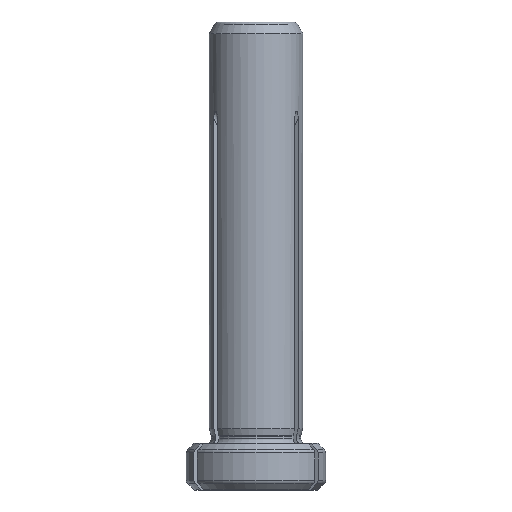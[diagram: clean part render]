
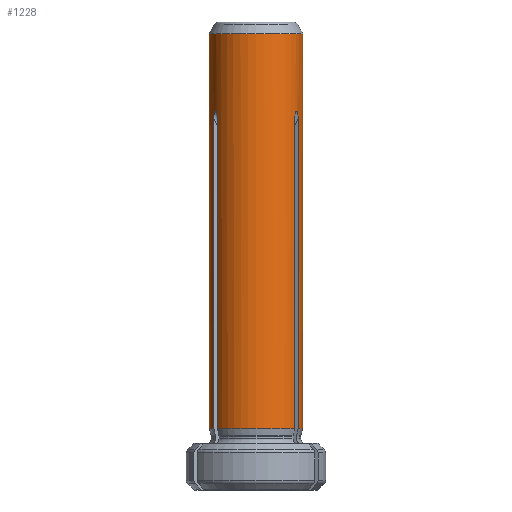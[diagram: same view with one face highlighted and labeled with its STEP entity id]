
A CAD part, left-side view. The second image highlights one B-rep face of the part: STEP entity #1228.
In plain terms, the highlighted cylindrical face has radius 2.999 mm (diameter 5.997 mm), a full revolution.
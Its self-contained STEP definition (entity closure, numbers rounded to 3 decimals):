
#44=LINE('',#1938,#86);
#49=LINE('',#1986,#91);
#58=LINE('',#2172,#100);
#63=LINE('',#2220,#105);
#72=LINE('',#2348,#114);
#73=LINE('',#2360,#115);
#86=VECTOR('',#1488,1000.);
#91=VECTOR('',#1495,1000.);
#100=VECTOR('',#1580,1000.);
#105=VECTOR('',#1587,1000.);
#114=VECTOR('',#1658,1000.);
#115=VECTOR('',#1659,1000.);
#125=CYLINDRICAL_SURFACE('',#1366,2.999);
#179=B_SPLINE_CURVE_WITH_KNOTS('',3,(#1899,#1900,#1901,#1902,#1903,#1904,
#1905,#1906,#1907),.UNSPECIFIED.,.F.,.F.,(4,1,1,1,1,1,4),(0.,0.,
0.,0.001,0.001,0.001,
0.001),.UNSPECIFIED.);
#208=B_SPLINE_CURVE_WITH_KNOTS('',3,(#2133,#2134,#2135,#2136,#2137,#2138,
#2139,#2140,#2141),.UNSPECIFIED.,.F.,.F.,(4,1,1,1,1,1,4),(0.,0.,
0.,0.001,0.001,0.001,
0.001),.UNSPECIFIED.);
#232=B_SPLINE_CURVE_WITH_KNOTS('',3,(#2350,#2351,#2352,#2353,#2354,#2355,
#2356,#2357,#2358),.UNSPECIFIED.,.F.,.F.,(4,1,1,1,1,1,4),(0.,0.,
0.,0.001,0.001,0.001,
0.001),.UNSPECIFIED.);
#524=ORIENTED_EDGE('',*,*,#784,.T.);
#525=ORIENTED_EDGE('',*,*,#693,.T.);
#526=ORIENTED_EDGE('',*,*,#673,.T.);
#527=ORIENTED_EDGE('',*,*,#665,.T.);
#528=ORIENTED_EDGE('',*,*,#686,.F.);
#529=ORIENTED_EDGE('',*,*,#614,.T.);
#530=ORIENTED_EDGE('',*,*,#785,.T.);
#531=ORIENTED_EDGE('',*,*,#786,.T.);
#532=ORIENTED_EDGE('',*,*,#787,.F.);
#533=ORIENTED_EDGE('',*,*,#753,.T.);
#534=ORIENTED_EDGE('',*,*,#736,.T.);
#535=ORIENTED_EDGE('',*,*,#728,.T.);
#536=ORIENTED_EDGE('',*,*,#749,.F.);
#614=EDGE_CURVE('',#804,#803,#931,.T.);
#665=EDGE_CURVE('',#846,#845,#179,.T.);
#673=EDGE_CURVE('',#851,#846,#44,.T.);
#686=EDGE_CURVE('',#804,#845,#49,.T.);
#693=EDGE_CURVE('',#863,#851,#956,.T.);
#728=EDGE_CURVE('',#887,#886,#208,.T.);
#736=EDGE_CURVE('',#892,#887,#58,.T.);
#749=EDGE_CURVE('',#863,#886,#63,.T.);
#753=EDGE_CURVE('',#903,#892,#976,.T.);
#784=EDGE_CURVE('',#919,#919,#988,.T.);
#785=EDGE_CURVE('',#803,#920,#72,.T.);
#786=EDGE_CURVE('',#920,#921,#232,.T.);
#787=EDGE_CURVE('',#903,#921,#73,.T.);
#803=VERTEX_POINT('',#1715);
#804=VERTEX_POINT('',#1717);
#845=VERTEX_POINT('',#1898);
#846=VERTEX_POINT('',#1908);
#851=VERTEX_POINT('',#1939);
#863=VERTEX_POINT('',#2006);
#886=VERTEX_POINT('',#2132);
#887=VERTEX_POINT('',#2142);
#892=VERTEX_POINT('',#2173);
#903=VERTEX_POINT('',#2227);
#919=VERTEX_POINT('',#2347);
#920=VERTEX_POINT('',#2349);
#921=VERTEX_POINT('',#2359);
#931=CIRCLE('',#1256,2.999);
#956=CIRCLE('',#1300,2.999);
#976=CIRCLE('',#1339,2.999);
#988=CIRCLE('',#1367,2.999);
#1057=EDGE_LOOP('',(#524));
#1058=EDGE_LOOP('',(#525,#526,#527,#528,#529,#530,#531,#532,#533,#534,#535,
#536));
#1137=FACE_BOUND('',#1057,.T.);
#1138=FACE_BOUND('',#1058,.T.);
#1228=ADVANCED_FACE('',(#1137,#1138),#125,.T.);
#1256=AXIS2_PLACEMENT_3D('',#1716,#1396,#1397);
#1300=AXIS2_PLACEMENT_3D('',#2005,#1502,#1503);
#1339=AXIS2_PLACEMENT_3D('',#2226,#1594,#1595);
#1366=AXIS2_PLACEMENT_3D('',#2345,#1654,#1655);
#1367=AXIS2_PLACEMENT_3D('',#2346,#1656,#1657);
#1396=DIRECTION('',(0.,0.,1.));
#1397=DIRECTION('',(1.,0.,0.));
#1488=DIRECTION('',(0.,0.,1.));
#1495=DIRECTION('',(0.,0.,1.));
#1502=DIRECTION('',(0.,0.,1.));
#1503=DIRECTION('',(1.,0.,0.));
#1580=DIRECTION('',(0.,0.,1.));
#1587=DIRECTION('',(0.,0.,1.));
#1594=DIRECTION('',(0.,0.,1.));
#1595=DIRECTION('',(1.,0.,0.));
#1654=DIRECTION('',(0.,0.,1.));
#1655=DIRECTION('',(1.,0.,0.));
#1656=DIRECTION('',(0.,0.,-1.));
#1657=DIRECTION('',(-1.,0.,0.));
#1658=DIRECTION('',(0.,0.,1.));
#1659=DIRECTION('',(0.,0.,1.));
#1715=CARTESIAN_POINT('',(2.99,-0.225,0.936));
#1716=CARTESIAN_POINT('',(0.,0.,0.936));
#1717=CARTESIAN_POINT('',(-1.3,-2.702,0.936));
#1898=CARTESIAN_POINT('',(-1.3,-2.702,20.841));
#1899=CARTESIAN_POINT('',(-1.69,-2.477,20.841));
#1900=CARTESIAN_POINT('',(-1.69,-2.477,20.931));
#1901=CARTESIAN_POINT('',(-1.673,-2.489,21.067));
#1902=CARTESIAN_POINT('',(-1.608,-2.531,21.23));
#1903=CARTESIAN_POINT('',(-1.5,-2.598,21.318));
#1904=CARTESIAN_POINT('',(-1.388,-2.659,21.23));
#1905=CARTESIAN_POINT('',(-1.319,-2.693,21.067));
#1906=CARTESIAN_POINT('',(-1.3,-2.702,20.931));
#1907=CARTESIAN_POINT('',(-1.3,-2.702,20.841));
#1908=CARTESIAN_POINT('',(-1.69,-2.477,20.841));
#1938=CARTESIAN_POINT('',(-1.69,-2.477,0.));
#1939=CARTESIAN_POINT('',(-1.69,-2.477,0.936));
#1986=CARTESIAN_POINT('',(-1.3,-2.702,0.));
#2005=CARTESIAN_POINT('',(0.,0.,0.936));
#2006=CARTESIAN_POINT('',(-1.69,2.477,0.936));
#2132=CARTESIAN_POINT('',(-1.69,2.477,20.841));
#2133=CARTESIAN_POINT('',(-1.3,2.702,20.841));
#2134=CARTESIAN_POINT('',(-1.3,2.702,20.931));
#2135=CARTESIAN_POINT('',(-1.319,2.693,21.067));
#2136=CARTESIAN_POINT('',(-1.388,2.659,21.23));
#2137=CARTESIAN_POINT('',(-1.5,2.598,21.318));
#2138=CARTESIAN_POINT('',(-1.608,2.532,21.23));
#2139=CARTESIAN_POINT('',(-1.673,2.489,21.067));
#2140=CARTESIAN_POINT('',(-1.69,2.477,20.931));
#2141=CARTESIAN_POINT('',(-1.69,2.477,20.841));
#2142=CARTESIAN_POINT('',(-1.3,2.702,20.841));
#2172=CARTESIAN_POINT('',(-1.3,2.702,0.));
#2173=CARTESIAN_POINT('',(-1.3,2.702,0.936));
#2220=CARTESIAN_POINT('',(-1.69,2.477,0.));
#2226=CARTESIAN_POINT('',(0.,0.,0.936));
#2227=CARTESIAN_POINT('',(2.99,0.225,0.936));
#2345=CARTESIAN_POINT('',(0.,0.,0.));
#2346=CARTESIAN_POINT('',(0.,0.,26.262));
#2347=CARTESIAN_POINT('',(-2.999,0.,26.262));
#2348=CARTESIAN_POINT('',(2.99,-0.225,0.));
#2349=CARTESIAN_POINT('',(2.99,-0.225,20.841));
#2350=CARTESIAN_POINT('',(2.99,-0.225,20.841));
#2351=CARTESIAN_POINT('',(2.99,-0.225,20.931));
#2352=CARTESIAN_POINT('',(2.992,-0.204,21.067));
#2353=CARTESIAN_POINT('',(2.997,-0.127,21.23));
#2354=CARTESIAN_POINT('',(3.,0.,21.318));
#2355=CARTESIAN_POINT('',(2.997,0.127,21.23));
#2356=CARTESIAN_POINT('',(2.992,0.204,21.067));
#2357=CARTESIAN_POINT('',(2.99,0.225,20.931));
#2358=CARTESIAN_POINT('',(2.99,0.225,20.841));
#2359=CARTESIAN_POINT('',(2.99,0.225,20.841));
#2360=CARTESIAN_POINT('',(2.99,0.225,0.));
